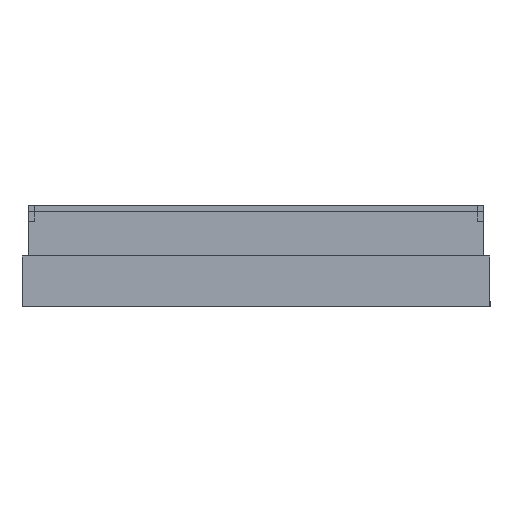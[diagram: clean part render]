
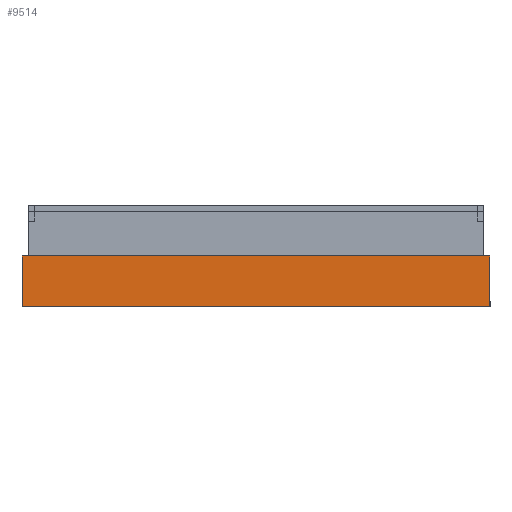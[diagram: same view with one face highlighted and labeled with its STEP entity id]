
A CAD part, front view. The second image highlights one B-rep face of the part: STEP entity #9514.
In plain terms, the highlighted planar face has unit normal (0, -1, 0).
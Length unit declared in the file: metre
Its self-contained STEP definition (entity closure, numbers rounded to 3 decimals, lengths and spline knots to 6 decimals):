
#2247=ORIENTED_EDGE('',*,*,#4645,.F.);
#2248=ORIENTED_EDGE('',*,*,#4646,.T.);
#2249=ORIENTED_EDGE('',*,*,#4543,.T.);
#2250=ORIENTED_EDGE('',*,*,#4643,.F.);
#4543=EDGE_CURVE('',#5746,#5745,#6732,.T.);
#4643=EDGE_CURVE('',#5841,#5745,#6832,.T.);
#4645=EDGE_CURVE('',#5843,#5841,#6834,.T.);
#4646=EDGE_CURVE('',#5843,#5746,#6835,.T.);
#5745=VERTEX_POINT('',#17912);
#5746=VERTEX_POINT('',#17914);
#5841=VERTEX_POINT('',#18112);
#5843=VERTEX_POINT('',#18118);
#6732=LINE('',#17913,#7376);
#6832=LINE('',#18114,#7476);
#6834=LINE('',#18117,#7478);
#6835=LINE('',#18119,#7479);
#7376=VECTOR('',#14588,1.);
#7476=VECTOR('',#14696,1.);
#7478=VECTOR('',#14700,1.);
#7479=VECTOR('',#14701,1.);
#7933=EDGE_LOOP('',(#2247,#2248,#2249,#2250));
#8512=FACE_BOUND('',#7933,.T.);
#9091=PLANE('',#13203);
#9514=ADVANCED_FACE('',(#8512),#9091,.T.);
#13203=AXIS2_PLACEMENT_3D('',#18116,#14698,#14699);
#14588=DIRECTION('',(-1.,0.,0.));
#14696=DIRECTION('',(0.,0.,1.));
#14698=DIRECTION('',(0.,-1.,0.));
#14699=DIRECTION('',(0.,0.,-1.));
#14700=DIRECTION('',(-1.,0.,0.));
#14701=DIRECTION('',(0.,0.,1.));
#17912=CARTESIAN_POINT('',(-0.0074,-0.0092,0.001814));
#17913=CARTESIAN_POINT('',(0.0074,-0.0092,0.001814));
#17914=CARTESIAN_POINT('',(0.0074,-0.0092,0.001814));
#18112=CARTESIAN_POINT('',(-0.0074,-0.0092,0.000214));
#18114=CARTESIAN_POINT('',(-0.0074,-0.0092,0.));
#18116=CARTESIAN_POINT('',(0.0074,-0.0092,0.));
#18117=CARTESIAN_POINT('',(0.0074,-0.0092,0.000214));
#18118=CARTESIAN_POINT('',(0.0074,-0.0092,0.000214));
#18119=CARTESIAN_POINT('',(0.0074,-0.0092,0.));
